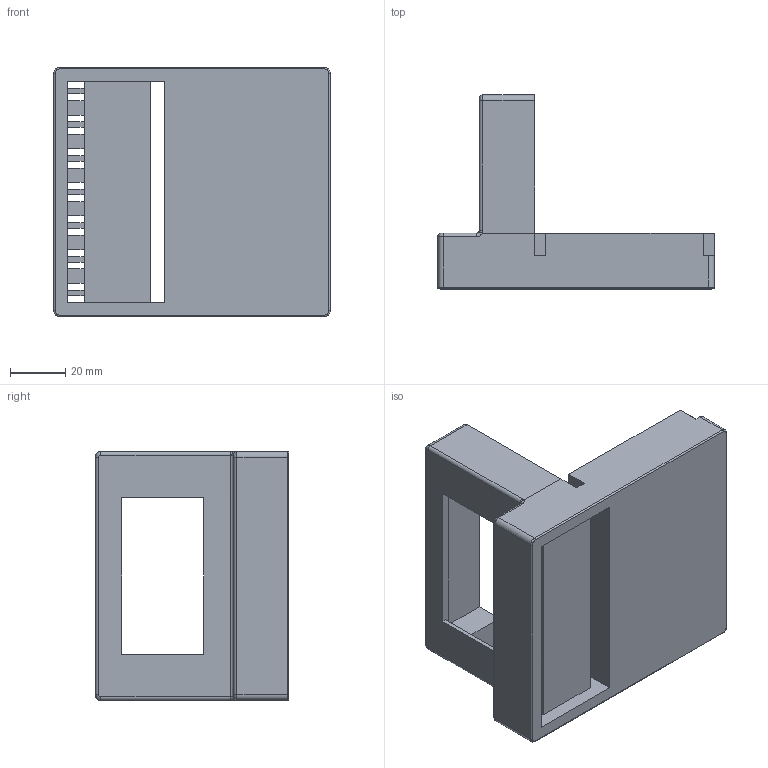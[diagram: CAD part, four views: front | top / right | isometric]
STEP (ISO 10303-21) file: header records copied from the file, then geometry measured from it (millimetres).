
FILE_DESCRIPTION(/* description */ (''),/* implementation_level */ '2;1');
FILE_NAME(/* name */ 'Front Case.step',/* time_stamp */ '2026-02-15T13:32:40+11:00',/* author */ (''),/* organization */ (''),/* preprocessor_version */ 'ST-DEVELOPER v20.1',/* originating_system */ 'Autodesk Translation Framework v14.24.0.0',/* authorisation */ '');
FILE_SCHEMA (('AUTOMOTIVE_DESIGN { 1 0 10303 214 3 1 1 }'));
Length unit declared in the file: millimetre
Products named in the file (1): 2026-01-26-20-32-26-258
Bounding box: 100 x 70 x 90 mm (x, y, z)
Volume: 190224.1 mm3; surface area: 42690.8 mm2
Topology: 1 solids, 1 shells, 119 faces, 354 edges, 229 vertices
Faces by surface type: plane 91, cylinder 17, torus 7, bspline 4
Entity records: 4057 total; most frequent: CARTESIAN_POINT 751, ORIENTED_EDGE 708, DIRECTION 633, EDGE_CURVE 354, LINE 307, VECTOR 307, VERTEX_POINT 229, AXIS2_PLACEMENT_3D 163
